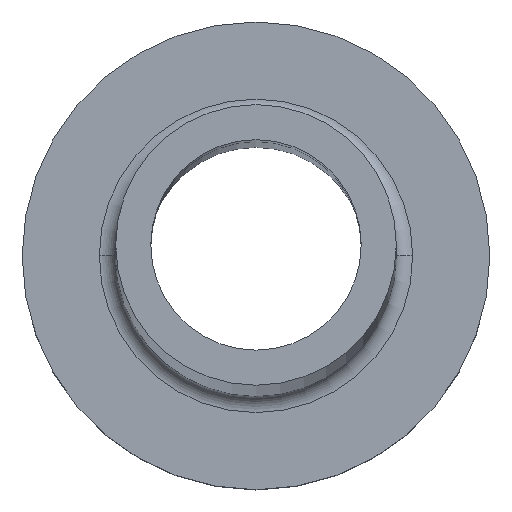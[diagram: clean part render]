
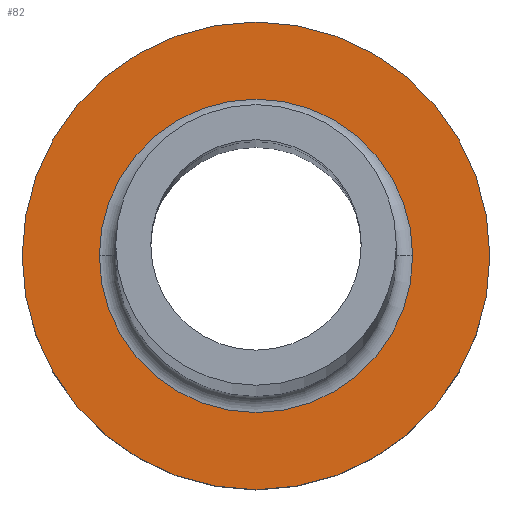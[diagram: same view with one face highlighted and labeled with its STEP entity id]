
A CAD part, top view. The second image highlights one B-rep face of the part: STEP entity #82.
In plain terms, the highlighted planar face has unit normal (0, 0, 1).
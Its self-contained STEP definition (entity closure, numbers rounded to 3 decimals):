
#3 = FACE_BOUND ( 'NONE', #130, .T. ) ;
#62 = EDGE_CURVE ( 'NONE', #181, #279, #255, .T. ) ;
#66 = CARTESIAN_POINT ( 'NONE',  ( 0., 0., 7. ) ) ;
#82 = ADVANCED_FACE ( 'NONE', ( #3, #431 ), #134, .T. ) ;
#95 = CARTESIAN_POINT ( 'NONE',  ( 10., 0., 7. ) ) ;
#101 = DIRECTION ( 'NONE',  ( 0., 0., 1. ) ) ;
#105 = CIRCLE ( 'NONE', #133, 6.7 ) ;
#106 = ORIENTED_EDGE ( 'NONE', *, *, #108, .T. ) ;
#108 = EDGE_CURVE ( 'NONE', #331, #201, #159, .T. ) ;
#111 = AXIS2_PLACEMENT_3D ( 'NONE', #66, #209, #356 ) ;
#128 = CARTESIAN_POINT ( 'NONE',  ( 0., 0., 7. ) ) ;
#130 = EDGE_LOOP ( 'NONE', ( #176, #346 ) ) ;
#133 = AXIS2_PLACEMENT_3D ( 'NONE', #219, #183, #196 ) ;
#134 = PLANE ( 'NONE',  #148 ) ;
#148 = AXIS2_PLACEMENT_3D ( 'NONE', #351, #211, #281 ) ;
#153 = ORIENTED_EDGE ( 'NONE', *, *, #170, .T. ) ;
#159 = CIRCLE ( 'NONE', #426, 10. ) ;
#170 = EDGE_CURVE ( 'NONE', #201, #331, #249, .T. ) ;
#176 = ORIENTED_EDGE ( 'NONE', *, *, #62, .T. ) ;
#181 = VERTEX_POINT ( 'NONE', #192 ) ;
#183 = DIRECTION ( 'NONE',  ( 0., 0., -1. ) ) ;
#192 = CARTESIAN_POINT ( 'NONE',  ( 6.7, 0., 7. ) ) ;
#196 = DIRECTION ( 'NONE',  ( 1., 0., 0. ) ) ;
#200 = EDGE_CURVE ( 'NONE', #279, #181, #105, .T. ) ;
#201 = VERTEX_POINT ( 'NONE', #228 ) ;
#209 = DIRECTION ( 'NONE',  ( 0., 0., 1. ) ) ;
#211 = DIRECTION ( 'NONE',  ( 0., 0., 1. ) ) ;
#219 = CARTESIAN_POINT ( 'NONE',  ( 0., 0., 7. ) ) ;
#228 = CARTESIAN_POINT ( 'NONE',  ( -10., 0., 7. ) ) ;
#237 = DIRECTION ( 'NONE',  ( 1., 0., 0. ) ) ;
#249 = CIRCLE ( 'NONE', #111, 10. ) ;
#251 = DIRECTION ( 'NONE',  ( 1., 0., 0. ) ) ;
#255 = CIRCLE ( 'NONE', #352, 6.7 ) ;
#279 = VERTEX_POINT ( 'NONE', #371 ) ;
#281 = DIRECTION ( 'NONE',  ( 1., 0., 0. ) ) ;
#309 = EDGE_LOOP ( 'NONE', ( #153, #106 ) ) ;
#320 = CARTESIAN_POINT ( 'NONE',  ( 0., 0., 7. ) ) ;
#331 = VERTEX_POINT ( 'NONE', #95 ) ;
#346 = ORIENTED_EDGE ( 'NONE', *, *, #200, .T. ) ;
#351 = CARTESIAN_POINT ( 'NONE',  ( 0., 0., 7. ) ) ;
#352 = AXIS2_PLACEMENT_3D ( 'NONE', #128, #415, #237 ) ;
#356 = DIRECTION ( 'NONE',  ( 1., 0., 0. ) ) ;
#371 = CARTESIAN_POINT ( 'NONE',  ( -6.7, 0., 7. ) ) ;
#415 = DIRECTION ( 'NONE',  ( 0., 0., -1. ) ) ;
#426 = AXIS2_PLACEMENT_3D ( 'NONE', #320, #101, #251 ) ;
#431 = FACE_OUTER_BOUND ( 'NONE', #309, .T. ) ;
